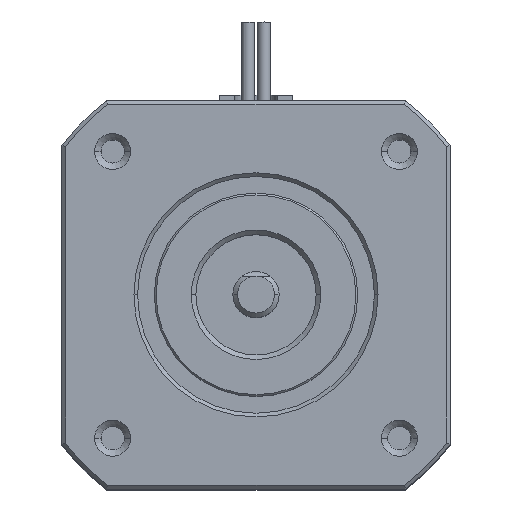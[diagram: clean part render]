
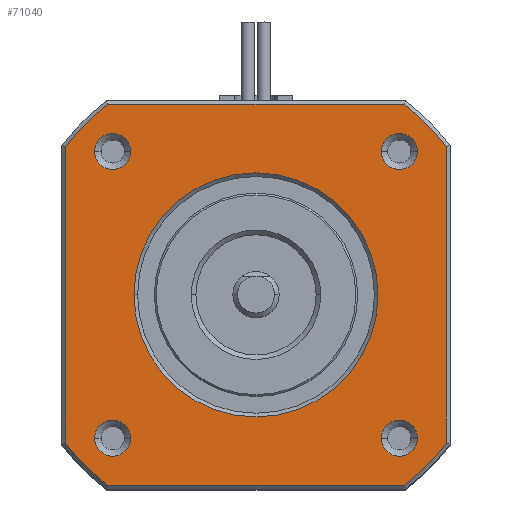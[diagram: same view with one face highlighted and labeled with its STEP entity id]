
A CAD part, top view. The second image highlights one B-rep face of the part: STEP entity #71040.
In plain terms, the highlighted planar face has unit normal (0, 0, 1).
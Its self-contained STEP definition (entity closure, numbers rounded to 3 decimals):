
#3920=CARTESIAN_POINT('',(16.027,20.6,0.));
#3930=VERTEX_POINT('',#3920);
#3960=CARTESIAN_POINT('',(0.,20.6,0.));
#3970=DIRECTION('',(1.,0.,-0.));
#3980=VECTOR('',#3970,1.);
#3990=LINE('',#3960,#3980);
#4000=CARTESIAN_POINT('',(-16.027,20.6,
0.));
#4010=VERTEX_POINT('',#4000);
#4020=EDGE_CURVE('',#4010,#3930,#3990,.T.);
#7980=CARTESIAN_POINT('',(13.55,-15.5,0.));
#7990=VERTEX_POINT('',#7980);
#8020=CARTESIAN_POINT('',(15.5,-15.5,0.));
#8030=DIRECTION('',(-0.,-0.,-1.));
#8040=DIRECTION('',(1.,0.,0.));
#8050=AXIS2_PLACEMENT_3D('',#8020,#8030,#8040);
#8060=CIRCLE('',#8050,1.95);
#8070=CARTESIAN_POINT('',(17.45,-15.5,0.));
#8080=VERTEX_POINT('',#8070);
#8090=EDGE_CURVE('',#7990,#8080,#8060,.T.);
#8700=CARTESIAN_POINT('',(-13.55,-15.5,0.));
#8710=VERTEX_POINT('',#8700);
#8740=CARTESIAN_POINT('',(-15.5,-15.5,0.));
#8750=DIRECTION('',(-0.,-0.,-1.));
#8760=DIRECTION('',(1.,0.,0.));
#8770=AXIS2_PLACEMENT_3D('',#8740,#8750,#8760);
#8780=CIRCLE('',#8770,1.95);
#8790=CARTESIAN_POINT('',(-17.45,-15.5,0.));
#8800=VERTEX_POINT('',#8790);
#8810=EDGE_CURVE('',#8710,#8800,#8780,.T.);
#17040=CARTESIAN_POINT('',(20.6,16.027,0.));
#17050=VERTEX_POINT('',#17040);
#17080=CARTESIAN_POINT('',(0.,0.,
0.));
#17090=DIRECTION('',(-0.,-0.,1.));
#17100=DIRECTION('',(-1.,0.,-0.));
#17110=AXIS2_PLACEMENT_3D('',#17080,#17090,#17100);
#17120=CIRCLE('',#17110,26.1);
#17130=EDGE_CURVE('',#17050,#3930,#17120,.T.);
#39540=CARTESIAN_POINT('',(17.45,15.5,0.));
#39550=VERTEX_POINT('',#39540);
#39580=CARTESIAN_POINT('',(15.5,15.5,0.));
#39590=DIRECTION('',(-0.,-0.,-1.));
#39600=DIRECTION('',(1.,0.,0.));
#39610=AXIS2_PLACEMENT_3D('',#39580,#39590,#39600);
#39620=CIRCLE('',#39610,1.95);
#39630=CARTESIAN_POINT('',(13.55,15.5,0.));
#39640=VERTEX_POINT('',#39630);
#39650=EDGE_CURVE('',#39550,#39640,#39620,.T.);
#49860=CARTESIAN_POINT('',(16.027,-20.6,0.));
#49870=VERTEX_POINT('',#49860);
#49900=CARTESIAN_POINT('',(0.,0.,0.
));
#49910=DIRECTION('',(-0.,-0.,1.));
#49920=DIRECTION('',(-1.,0.,-0.));
#49930=AXIS2_PLACEMENT_3D('',#49900,#49910,#49920);
#49940=CIRCLE('',#49930,26.1);
#49950=CARTESIAN_POINT('',(20.6,-16.027,0.));
#49960=VERTEX_POINT('',#49950);
#49970=EDGE_CURVE('',#49870,#49960,#49940,.T.);
#52250=CARTESIAN_POINT('',(-15.5,15.5,0.));
#52260=DIRECTION('',(-0.,-0.,-1.));
#52270=DIRECTION('',(1.,0.,0.));
#52280=AXIS2_PLACEMENT_3D('',#52250,#52260,#52270);
#52290=CIRCLE('',#52280,1.95);
#52300=CARTESIAN_POINT('',(-15.5,17.45,0.));
#52310=VERTEX_POINT('',#52300);
#52320=CARTESIAN_POINT('',(-13.55,15.5,0.));
#52330=VERTEX_POINT('',#52320);
#52340=EDGE_CURVE('',#52310,#52330,#52290,.T.);
#52480=CARTESIAN_POINT('',(-17.45,15.5,0.));
#52490=VERTEX_POINT('',#52480);
#52520=EDGE_CURVE('',#52490,#52310,#52290,.T.);
#54470=CARTESIAN_POINT('',(13.2,0.,0.));
#54480=VERTEX_POINT('',#54470);
#54640=CARTESIAN_POINT('',(-13.2,0.,
0.));
#54650=VERTEX_POINT('',#54640);
#54680=CARTESIAN_POINT('',(0.,0.,
0.));
#54690=DIRECTION('',(-0.,-0.,-1.));
#54700=DIRECTION('',(1.,0.,0.));
#54710=AXIS2_PLACEMENT_3D('',#54680,#54690,#54700);
#54720=CIRCLE('',#54710,13.2);
#54730=EDGE_CURVE('',#54650,#54480,#54720,.T.);
#58870=CARTESIAN_POINT('',(-20.6,-16.027,
0.));
#58880=VERTEX_POINT('',#58870);
#58910=CARTESIAN_POINT('',(0.,0.,0.)
);
#58920=DIRECTION('',(-0.,-0.,1.));
#58930=DIRECTION('',(-1.,0.,-0.));
#58940=AXIS2_PLACEMENT_3D('',#58910,#58920,#58930);
#58950=CIRCLE('',#58940,26.1);
#58960=CARTESIAN_POINT('',(-16.027,-20.6,0.));
#58970=VERTEX_POINT('',#58960);
#58980=EDGE_CURVE('',#58880,#58970,#58950,.T.);
#60510=CARTESIAN_POINT('',(0.,0.,0.)
);
#60520=DIRECTION('',(-0.,-0.,1.));
#60530=DIRECTION('',(-1.,0.,-0.));
#60540=AXIS2_PLACEMENT_3D('',#60510,#60520,#60530);
#60550=CIRCLE('',#60540,26.1);
#60560=CARTESIAN_POINT('',(-20.6,16.027,0.));
#60570=VERTEX_POINT('',#60560);
#60580=EDGE_CURVE('',#4010,#60570,#60550,.T.);
#62080=CARTESIAN_POINT('',(0.,-20.6,0.));
#62090=DIRECTION('',(-1.,0.,0.));
#62100=VECTOR('',#62090,1.);
#62110=LINE('',#62080,#62100);
#62120=EDGE_CURVE('',#49870,#58970,#62110,.T.);
#70490=CARTESIAN_POINT('',(-20.6,-20.6,0.));
#70500=DIRECTION('',(0.,0.,1.));
#70510=DIRECTION('',(1.,0.,-0.));
#70520=AXIS2_PLACEMENT_3D('',#70490,#70500,#70510);
#70530=PLANE('',#70520);
#70540=ORIENTED_EDGE('',*,*,#58980,.T.);
#70550=CARTESIAN_POINT('',(-20.6,0.,0.));
#70560=DIRECTION('',(0.,1.,-0.));
#70570=VECTOR('',#70560,1.);
#70580=LINE('',#70550,#70570);
#70590=EDGE_CURVE('',#58880,#60570,#70580,.T.);
#70600=ORIENTED_EDGE('',*,*,#70590,.F.);
#70610=ORIENTED_EDGE('',*,*,#60580,.T.);
#70620=ORIENTED_EDGE('',*,*,#4020,.F.);
#70630=ORIENTED_EDGE('',*,*,#17130,.T.);
#70640=CARTESIAN_POINT('',(20.6,0.,-0.));
#70650=DIRECTION('',(0.,-1.,0.));
#70660=VECTOR('',#70650,1.);
#70670=LINE('',#70640,#70660);
#70680=EDGE_CURVE('',#17050,#49960,#70670,.T.);
#70690=ORIENTED_EDGE('',*,*,#70680,.F.);
#70700=ORIENTED_EDGE('',*,*,#49970,.T.);
#70710=ORIENTED_EDGE('',*,*,#62120,.F.);
#70720=EDGE_LOOP('',(#70710,#70700,#70690,#70630,#70620,#70610,#70600,
#70540));
#70730=FACE_OUTER_BOUND('',#70720,.T.);
#70740=ORIENTED_EDGE('',*,*,#39650,.T.);
#70750=EDGE_CURVE('',#39640,#39550,#39620,.T.);
#70760=ORIENTED_EDGE('',*,*,#70750,.T.);
#70770=EDGE_LOOP('',(#70760,#70740));
#70780=FACE_BOUND('',#70770,.T.);
#70790=EDGE_CURVE('',#52330,#52490,#52290,.T.);
#70800=ORIENTED_EDGE('',*,*,#70790,.T.);
#70810=ORIENTED_EDGE('',*,*,#52340,.T.);
#70820=ORIENTED_EDGE('',*,*,#52520,.T.);
#70830=EDGE_LOOP('',(#70820,#70810,#70800));
#70840=FACE_BOUND('',#70830,.T.);
#70850=ORIENTED_EDGE('',*,*,#8810,.T.);
#70860=EDGE_CURVE('',#8800,#8710,#8780,.T.);
#70870=ORIENTED_EDGE('',*,*,#70860,.T.);
#70880=EDGE_LOOP('',(#70870,#70850));
#70890=FACE_BOUND('',#70880,.T.);
#70900=ORIENTED_EDGE('',*,*,#8090,.T.);
#70910=CARTESIAN_POINT('',(15.5,-17.45,0.));
#70920=VERTEX_POINT('',#70910);
#70930=EDGE_CURVE('',#70920,#7990,#8060,.T.);
#70940=ORIENTED_EDGE('',*,*,#70930,.T.);
#70950=EDGE_CURVE('',#8080,#70920,#8060,.T.);
#70960=ORIENTED_EDGE('',*,*,#70950,.T.);
#70970=EDGE_LOOP('',(#70960,#70940,#70900));
#70980=FACE_BOUND('',#70970,.T.);
#70990=EDGE_CURVE('',#54480,#54650,#54720,.T.);
#71000=ORIENTED_EDGE('',*,*,#70990,.T.);
#71010=ORIENTED_EDGE('',*,*,#54730,.T.);
#71020=EDGE_LOOP('',(#71010,#71000));
#71030=FACE_BOUND('',#71020,.T.);
#71040=ADVANCED_FACE('',(#70730,#70780,#70840,#70890,#70980,#71030),
#70530,.T.);
